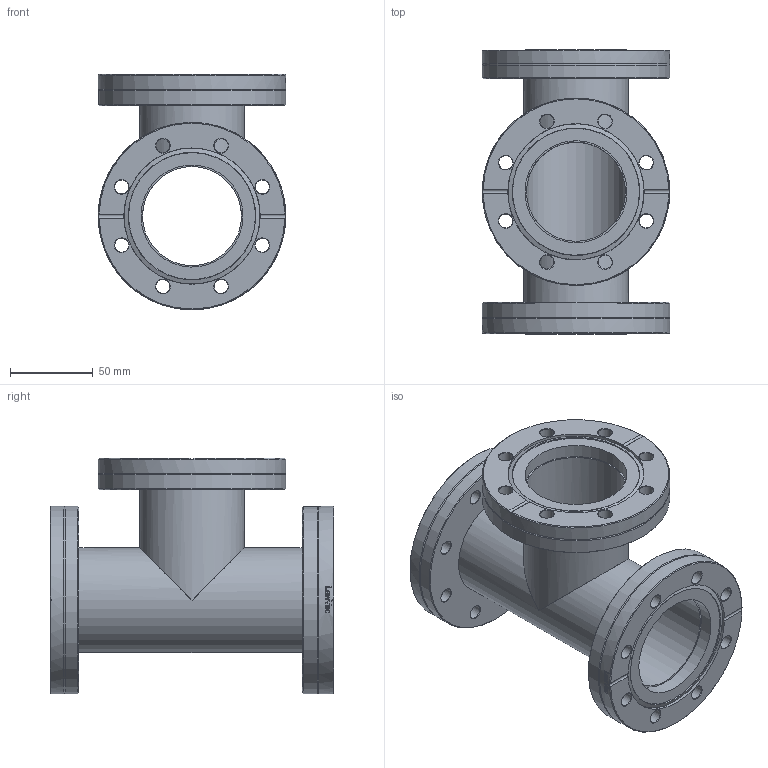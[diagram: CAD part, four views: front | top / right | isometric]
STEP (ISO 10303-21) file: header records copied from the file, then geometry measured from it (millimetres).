
FILE_DESCRIPTION(/* description */ (''),/* implementation_level */ '2;1');
FILE_NAME(/* name */ 'FL-T63CF.stp',/* time_stamp */ '2018-02-07T10:54:37+00:00',/* author */ ('paul'),/* organization */ (''),/* preprocessor_version */ 'ST-DEVELOPER v16.13',/* originating_system */ 'Autodesk Inventor 2018',/* authorisation */ '');
FILE_SCHEMA (('AUTOMOTIVE_DESIGN { 1 0 10303 214 3 1 1 }'));
Length unit declared in the file: millimetre
Products named in the file (7): FL-T63CF; FL-63CF-64; FL-63CFR-64; FL-63CF-OUT; FL-63CF-IN63.5; main tube; side tube
Assembly tree (7 placements, depth 3):
  FL-T63CF
    FL-63CF-64
    FL-63CFR-64  x2
      FL-63CF-OUT
      FL-63CF-IN63.5
    main tube
    side tube
Bounding box: 113.5 x 171.8 x 142.65 mm (x, y, z)
Volume: 411367.9 mm3; surface area: 175684.4 mm2
Topology: 7 solids, 7 shells, 423 faces, 1114 edges, 729 vertices
Faces by surface type: bspline 159, plane 116, cylinder 77, cone 68, torus 3
Full cylindrical faces by diameter (mm): 8.4 x24, 60 x2, 61.8 x3, 63.5 x5, 70.5 x2, 82.3 x2, 82.5 x3, 113.5 x6
Entity records: 31494 total; most frequent: CARTESIAN_POINT 25058, ORIENTED_EDGE 1294, DIRECTION 1088, EDGE_CURVE 647, VERTEX_POINT 465, AXIS2_PLACEMENT_3D 427, EDGE_LOOP 420, FACE_OUTER_BOUND 284
